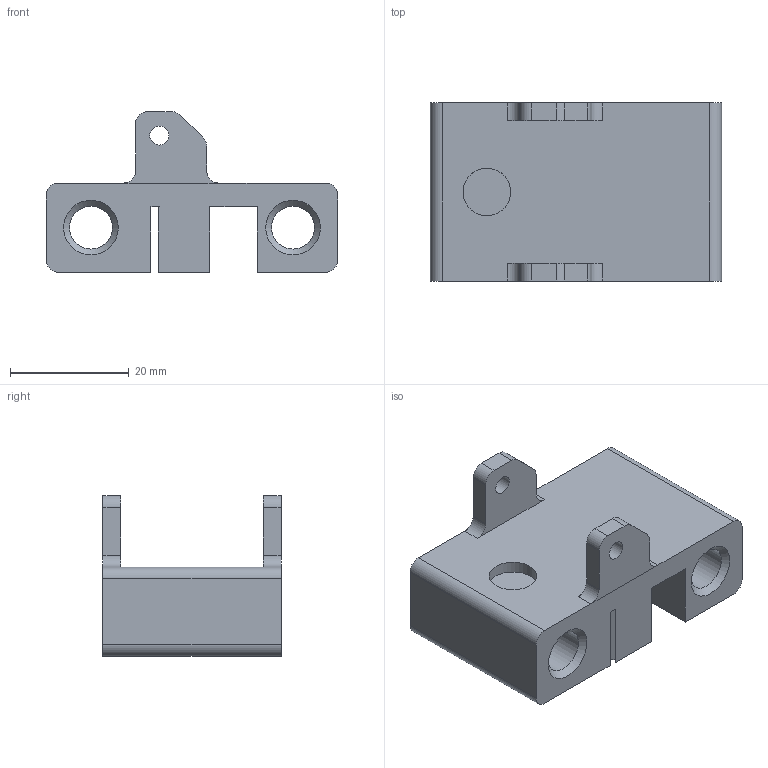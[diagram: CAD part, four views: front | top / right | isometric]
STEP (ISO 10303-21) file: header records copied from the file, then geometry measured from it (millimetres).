
FILE_DESCRIPTION(('FreeCAD Model'),'2;1');
FILE_NAME('X carriage.step', '2017-10-18T17:47:23',('Author'),(''), 'Open CASCADE STEP processor 6.8','FreeCAD','Unknown');
FILE_SCHEMA(('AUTOMOTIVE_DESIGN_CC2 { 1 2 10303 214 -1 1 5 4 }'));
Length unit declared in the file: millimetre
Products named in the file (2): ASSEMBLY; Pocket043003032
Assembly tree (1 placements, depth 2):
  ASSEMBLY
    Pocket043003032
Bounding box: 49 x 30 x 27 mm (x, y, z)
Volume: 16048.5 mm3; surface area: 8283.1 mm2
Topology: 1 solids, 1 shells, 84 faces, 243 edges, 162 vertices
Faces by surface type: plane 61, cylinder 19, cone 4
Full cylindrical faces by diameter (mm): 3.2 x2, 7.2 x2, 8 x1
Entity records: 5999 total; most frequent: CARTESIAN_POINT 1085, DIRECTION 915, LINE 637, VECTOR 637, ORIENTED_EDGE 486, PCURVE 486, DEFINITIONAL_REPRESENTATION 486, EDGE_CURVE 243
